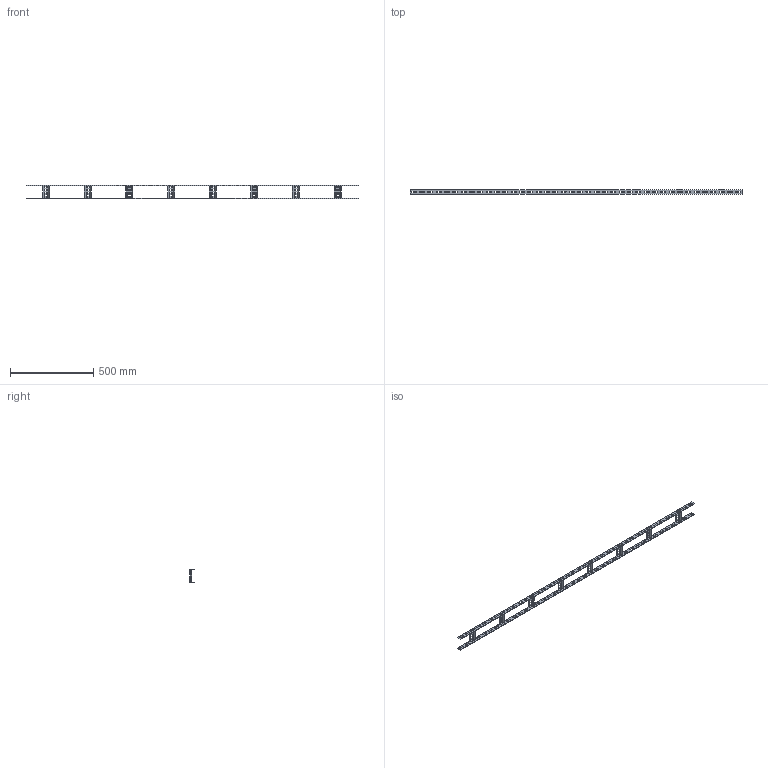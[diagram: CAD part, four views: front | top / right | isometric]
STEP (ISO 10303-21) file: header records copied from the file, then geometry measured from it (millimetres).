
FILE_DESCRIPTION (( 'STEP AP214' ), '1' );
FILE_NAME ('7097115.stp', '2018-01-25T16:04:16', ( '' ), ( '' ), 'SwSTEP 2.0', 'SolidWorks 2016', '' );
FILE_SCHEMA (( 'AUTOMOTIVE_DESIGN' ));
Length unit declared in the file: millimetre
Products named in the file (3): 7097115; 017519_T-Sprosse-75 FT; KTS 20.002-006_ohne OBO-Logo
Assembly tree (10 placements, depth 2):
  7097115
    017519_T-Sprosse-75 FT  x8
    KTS 20.002-006_ohne OBO-Logo  x2
Bounding box: 1994 x 25 x 81 mm (x, y, z)
Volume: 277140.3 mm3; surface area: 263656.8 mm2
Topology: 10 solids, 10 shells, 716 faces, 2088 edges, 1392 vertices
Faces by surface type: plane 396, cylinder 320
Entity records: 8574 total; most frequent: DIRECTION 1494, CARTESIAN_POINT 1457, ORIENTED_EDGE 1440, EDGE_CURVE 720, AXIS2_PLACEMENT_3D 517, VERTEX_POINT 480, VECTOR 460, LINE 460
